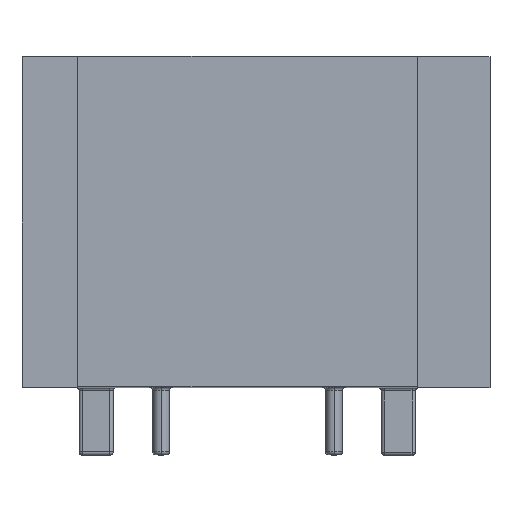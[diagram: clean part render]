
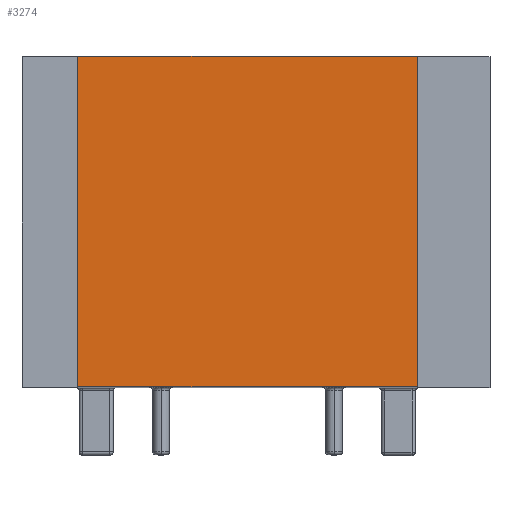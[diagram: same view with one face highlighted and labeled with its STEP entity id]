
A CAD part, top view. The second image highlights one B-rep face of the part: STEP entity #3274.
In plain terms, the highlighted planar face has unit normal (0, 0, 1).
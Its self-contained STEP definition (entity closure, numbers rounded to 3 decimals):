
#75 = FACE_OUTER_BOUND ( 'NONE', #8248, .T. ) ;
#513 = CARTESIAN_POINT ( 'NONE',  ( 10., 19.5, 29.793 ) ) ;
#639 = VERTEX_POINT ( 'NONE', #9504 ) ;
#932 = PLANE ( 'NONE',  #10589 ) ;
#1734 = CARTESIAN_POINT ( 'NONE',  ( 10., 19.5, 29.793 ) ) ;
#1991 = LINE ( 'NONE', #1734, #6422 ) ;
#2154 = DIRECTION ( 'NONE',  ( -1., 0., 0. ) ) ;
#2330 = VECTOR ( 'NONE', #3452, 1000. ) ;
#2395 = CARTESIAN_POINT ( 'NONE',  ( -10., 19.5, 29.793 ) ) ;
#3274 = ADVANCED_FACE ( 'NONE', ( #75 ), #932, .F. ) ;
#3452 = DIRECTION ( 'NONE',  ( 0., -1., 0. ) ) ;
#3479 = ORIENTED_EDGE ( 'NONE', *, *, #8960, .F. ) ;
#3953 = ORIENTED_EDGE ( 'NONE', *, *, #9717, .F. ) ;
#4195 = CARTESIAN_POINT ( 'NONE',  ( 0., 0., 29.793 ) ) ;
#4336 = ORIENTED_EDGE ( 'NONE', *, *, #7244, .T. ) ;
#4366 = LINE ( 'NONE', #2395, #2330 ) ;
#4906 = ORIENTED_EDGE ( 'NONE', *, *, #7255, .T. ) ;
#5353 = CARTESIAN_POINT ( 'NONE',  ( 10., 19.5, 29.793 ) ) ;
#6422 = VECTOR ( 'NONE', #8392, 1000. ) ;
#7162 = DIRECTION ( 'NONE',  ( 1., 0., 0. ) ) ;
#7244 = EDGE_CURVE ( 'NONE', #8790, #9238, #4366, .T. ) ;
#7255 = EDGE_CURVE ( 'NONE', #9238, #639, #8225, .T. ) ;
#7975 = DIRECTION ( 'NONE',  ( 0., 0., -1. ) ) ;
#8225 = LINE ( 'NONE', #4195, #9253 ) ;
#8248 = EDGE_LOOP ( 'NONE', ( #4906, #3953, #3479, #4336 ) ) ;
#8392 = DIRECTION ( 'NONE',  ( 0., -1., 0. ) ) ;
#8786 = CARTESIAN_POINT ( 'NONE',  ( 0., 19.5, 29.793 ) ) ;
#8790 = VERTEX_POINT ( 'NONE', #10795 ) ;
#8960 = EDGE_CURVE ( 'NONE', #8790, #10373, #8999, .T. ) ;
#8999 = LINE ( 'NONE', #513, #9928 ) ;
#9238 = VERTEX_POINT ( 'NONE', #11778 ) ;
#9253 = VECTOR ( 'NONE', #7162, 1000. ) ;
#9504 = CARTESIAN_POINT ( 'NONE',  ( 10., 0., 29.793 ) ) ;
#9717 = EDGE_CURVE ( 'NONE', #10373, #639, #1991, .T. ) ;
#9928 = VECTOR ( 'NONE', #10974, 1000. ) ;
#10373 = VERTEX_POINT ( 'NONE', #5353 ) ;
#10589 = AXIS2_PLACEMENT_3D ( 'NONE', #8786, #7975, #2154 ) ;
#10795 = CARTESIAN_POINT ( 'NONE',  ( -10., 19.5, 29.793 ) ) ;
#10974 = DIRECTION ( 'NONE',  ( 1., 0., 0. ) ) ;
#11778 = CARTESIAN_POINT ( 'NONE',  ( -10., 0., 29.793 ) ) ;
